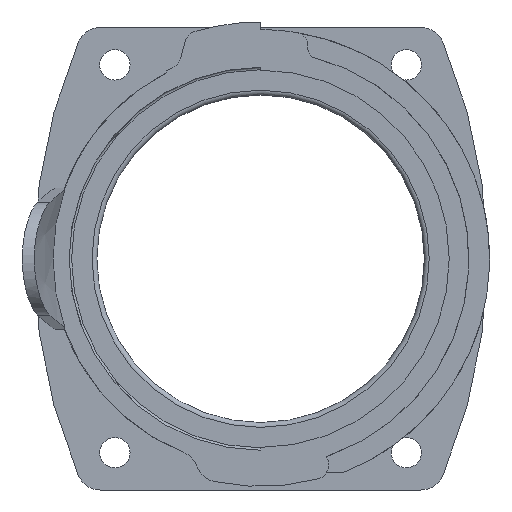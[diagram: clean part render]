
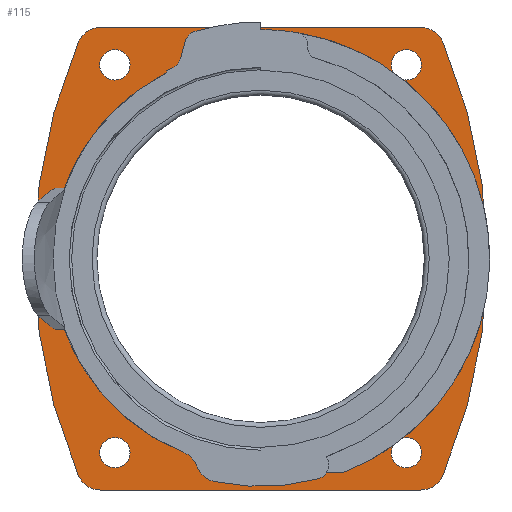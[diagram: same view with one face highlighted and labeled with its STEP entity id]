
A CAD part, front view. The second image highlights one B-rep face of the part: STEP entity #115.
In plain terms, the highlighted planar face has unit normal (0, -1, 0).
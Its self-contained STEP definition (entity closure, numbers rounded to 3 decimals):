
#115 = ADVANCED_FACE( '', ( #243, #244, #245, #246, #247, #248 ), #249, .T. );
#243 = FACE_BOUND( '', #418, .T. );
#244 = FACE_BOUND( '', #419, .T. );
#245 = FACE_BOUND( '', #420, .T. );
#246 = FACE_BOUND( '', #421, .T. );
#247 = FACE_BOUND( '', #422, .T. );
#248 = FACE_OUTER_BOUND( '', #423, .T. );
#249 = PLANE( '', #424 );
#418 = EDGE_LOOP( '', ( #842 ) );
#419 = EDGE_LOOP( '', ( #843 ) );
#420 = EDGE_LOOP( '', ( #844 ) );
#421 = EDGE_LOOP( '', ( #845 ) );
#422 = EDGE_LOOP( '', ( #846 ) );
#423 = EDGE_LOOP( '', ( #847, #848, #849, #850, #851, #852, #853, #854 ) );
#424 = AXIS2_PLACEMENT_3D( '', #855, #856, #857 );
#842 = ORIENTED_EDGE( '', *, *, #1237, .F. );
#843 = ORIENTED_EDGE( '', *, *, #1238, .T. );
#844 = ORIENTED_EDGE( '', *, *, #1239, .T. );
#845 = ORIENTED_EDGE( '', *, *, #1240, .T. );
#846 = ORIENTED_EDGE( '', *, *, #1241, .T. );
#847 = ORIENTED_EDGE( '', *, *, #1242, .F. );
#848 = ORIENTED_EDGE( '', *, *, #1243, .F. );
#849 = ORIENTED_EDGE( '', *, *, #1244, .F. );
#850 = ORIENTED_EDGE( '', *, *, #1245, .F. );
#851 = ORIENTED_EDGE( '', *, *, #1246, .F. );
#852 = ORIENTED_EDGE( '', *, *, #1247, .F. );
#853 = ORIENTED_EDGE( '', *, *, #1248, .F. );
#854 = ORIENTED_EDGE( '', *, *, #1249, .F. );
#855 = CARTESIAN_POINT( '', ( 39., -5.5, 0. ) );
#856 = DIRECTION( '', ( 0., -1., 0. ) );
#857 = DIRECTION( '', ( 0., 0., -1. ) );
#1237 = EDGE_CURVE( '', #1526, #1526, #1527, .T. );
#1238 = EDGE_CURVE( '', #1528, #1528, #1529, .T. );
#1239 = EDGE_CURVE( '', #1530, #1530, #1531, .T. );
#1240 = EDGE_CURVE( '', #1532, #1532, #1533, .T. );
#1241 = EDGE_CURVE( '', #1534, #1534, #1535, .T. );
#1242 = EDGE_CURVE( '', #1536, #1537, #1538, .T. );
#1243 = EDGE_CURVE( '', #1539, #1536, #1540, .T. );
#1244 = EDGE_CURVE( '', #1541, #1539, #1542, .T. );
#1245 = EDGE_CURVE( '', #1543, #1541, #1544, .T. );
#1246 = EDGE_CURVE( '', #1545, #1543, #1546, .T. );
#1247 = EDGE_CURVE( '', #1547, #1545, #1548, .T. );
#1248 = EDGE_CURVE( '', #1549, #1547, #1550, .T. );
#1249 = EDGE_CURVE( '', #1537, #1549, #1551, .T. );
#1526 = VERTEX_POINT( '', #2176 );
#1527 = CIRCLE( '', #2177, 39. );
#1528 = VERTEX_POINT( '', #2178 );
#1529 = CIRCLE( '', #2179, 3.15 );
#1530 = VERTEX_POINT( '', #2180 );
#1531 = CIRCLE( '', #2181, 3.15 );
#1532 = VERTEX_POINT( '', #2182 );
#1533 = CIRCLE( '', #2183, 3.15 );
#1534 = VERTEX_POINT( '', #2184 );
#1535 = CIRCLE( '', #2185, 3.15 );
#1536 = VERTEX_POINT( '', #2186 );
#1537 = VERTEX_POINT( '', #2187 );
#1538 = CIRCLE( '', #2188, 5. );
#1539 = VERTEX_POINT( '', #2189 );
#1540 = LINE( '', #2190, #2191 );
#1541 = VERTEX_POINT( '', #2192 );
#1542 = CIRCLE( '', #2193, 5. );
#1543 = VERTEX_POINT( '', #2194 );
#1544 = CIRCLE( '', #2195, 114.964 );
#1545 = VERTEX_POINT( '', #2196 );
#1546 = CIRCLE( '', #2197, 5. );
#1547 = VERTEX_POINT( '', #2198 );
#1548 = LINE( '', #2199, #2200 );
#1549 = VERTEX_POINT( '', #2201 );
#1550 = CIRCLE( '', #2202, 5. );
#1551 = CIRCLE( '', #2203, 114.964 );
#2176 = CARTESIAN_POINT( '', ( 0., -5.5, -39. ) );
#2177 = AXIS2_PLACEMENT_3D( '', #2535, #2536, #2537 );
#2178 = CARTESIAN_POINT( '', ( -27.1, -5.5, 40.25 ) );
#2179 = AXIS2_PLACEMENT_3D( '', #2538, #2539, #2540 );
#2180 = CARTESIAN_POINT( '', ( -27.1, -5.5, -40.25 ) );
#2181 = AXIS2_PLACEMENT_3D( '', #2541, #2542, #2543 );
#2182 = CARTESIAN_POINT( '', ( 33.4, -5.5, 40.25 ) );
#2183 = AXIS2_PLACEMENT_3D( '', #2544, #2545, #2546 );
#2184 = CARTESIAN_POINT( '', ( 33.4, -5.5, -40.25 ) );
#2185 = AXIS2_PLACEMENT_3D( '', #2547, #2548, #2549 );
#2186 = CARTESIAN_POINT( '', ( -33.244, -5.5, -48. ) );
#2187 = CARTESIAN_POINT( '', ( -37.846, -5.5, -44.955 ) );
#2188 = AXIS2_PLACEMENT_3D( '', #2550, #2551, #2552 );
#2189 = CARTESIAN_POINT( '', ( 33.244, -5.5, -48. ) );
#2190 = CARTESIAN_POINT( '', ( 33.244, -5.5, -48. ) );
#2191 = VECTOR( '', #2553, 1000. );
#2192 = CARTESIAN_POINT( '', ( 37.846, -5.5, -44.955 ) );
#2193 = AXIS2_PLACEMENT_3D( '', #2554, #2555, #2556 );
#2194 = CARTESIAN_POINT( '', ( 37.846, -5.5, 44.955 ) );
#2195 = AXIS2_PLACEMENT_3D( '', #2557, #2558, #2559 );
#2196 = CARTESIAN_POINT( '', ( 33.244, -5.5, 48. ) );
#2197 = AXIS2_PLACEMENT_3D( '', #2560, #2561, #2562 );
#2198 = CARTESIAN_POINT( '', ( -33.244, -5.5, 48. ) );
#2199 = CARTESIAN_POINT( '', ( -33.244, -5.5, 48. ) );
#2200 = VECTOR( '', #2563, 1000. );
#2201 = CARTESIAN_POINT( '', ( -37.846, -5.5, 44.955 ) );
#2202 = AXIS2_PLACEMENT_3D( '', #2564, #2565, #2566 );
#2203 = AXIS2_PLACEMENT_3D( '', #2567, #2568, #2569 );
#2535 = CARTESIAN_POINT( '', ( 0., -5.5, 0. ) );
#2536 = DIRECTION( '', ( 0., -1., 0. ) );
#2537 = DIRECTION( '', ( 0., 0., -1. ) );
#2538 = CARTESIAN_POINT( '', ( -30.25, -5.5, 40.25 ) );
#2539 = DIRECTION( '', ( 0., 1., 0. ) );
#2540 = DIRECTION( '', ( 1., 0., 0. ) );
#2541 = CARTESIAN_POINT( '', ( -30.25, -5.5, -40.25 ) );
#2542 = DIRECTION( '', ( 0., 1., 0. ) );
#2543 = DIRECTION( '', ( 1., 0., 0. ) );
#2544 = CARTESIAN_POINT( '', ( 30.25, -5.5, 40.25 ) );
#2545 = DIRECTION( '', ( 0., 1., 0. ) );
#2546 = DIRECTION( '', ( 1., 0., 0. ) );
#2547 = CARTESIAN_POINT( '', ( 30.25, -5.5, -40.25 ) );
#2548 = DIRECTION( '', ( 0., 1., 0. ) );
#2549 = DIRECTION( '', ( 1., 0., 0. ) );
#2550 = CARTESIAN_POINT( '', ( -33.244, -5.5, -43. ) );
#2551 = DIRECTION( '', ( 0., 1., 0. ) );
#2552 = DIRECTION( '', ( 1., 0., 0. ) );
#2553 = DIRECTION( '', ( -1., 0., 0. ) );
#2554 = CARTESIAN_POINT( '', ( 33.244, -5.5, -43. ) );
#2555 = DIRECTION( '', ( 0., 1., 0. ) );
#2556 = DIRECTION( '', ( 1., 0., 0. ) );
#2557 = CARTESIAN_POINT( '', ( -67.964, -5.5, 0. ) );
#2558 = DIRECTION( '', ( 0., 1., 0. ) );
#2559 = DIRECTION( '', ( 1., 0., 0. ) );
#2560 = CARTESIAN_POINT( '', ( 33.244, -5.5, 43. ) );
#2561 = DIRECTION( '', ( 0., 1., 0. ) );
#2562 = DIRECTION( '', ( 1., 0., 0. ) );
#2563 = DIRECTION( '', ( 1., 0., 0. ) );
#2564 = CARTESIAN_POINT( '', ( -33.244, -5.5, 43. ) );
#2565 = DIRECTION( '', ( 0., 1., 0. ) );
#2566 = DIRECTION( '', ( 1., 0., 0. ) );
#2567 = CARTESIAN_POINT( '', ( 67.964, -5.5, 0. ) );
#2568 = DIRECTION( '', ( 0., 1., 0. ) );
#2569 = DIRECTION( '', ( 1., 0., 0. ) );
